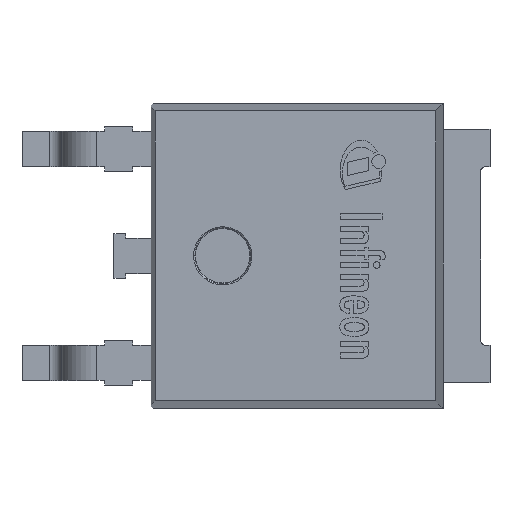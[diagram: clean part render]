
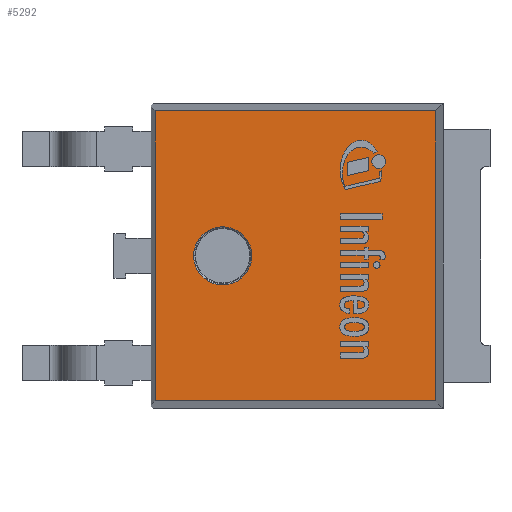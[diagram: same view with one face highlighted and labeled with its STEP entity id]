
A CAD part, top view. The second image highlights one B-rep face of the part: STEP entity #5292.
In plain terms, the highlighted planar face has unit normal (0, 0, 1).
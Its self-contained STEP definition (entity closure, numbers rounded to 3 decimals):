
#190=FACE_BOUND('',#702,.T.);
#397=FACE_OUTER_BOUND('',#701,.T.);
#701=EDGE_LOOP('',(#4448,#4449,#4450,#4451));
#702=EDGE_LOOP('',(#4452));
#1097=LINE('',#8693,#1611);
#1098=LINE('',#8695,#1612);
#1099=LINE('',#8697,#1613);
#1100=LINE('',#8698,#1614);
#1611=VECTOR('',#7144,1.);
#1612=VECTOR('',#7145,1.);
#1613=VECTOR('',#7146,1.);
#1614=VECTOR('',#7147,1.);
#2055=CIRCLE('',#5838,0.62);
#2441=VERTEX_POINT('',#8685);
#2443=VERTEX_POINT('',#8691);
#2444=VERTEX_POINT('',#8692);
#2445=VERTEX_POINT('',#8694);
#2446=VERTEX_POINT('',#8696);
#3136=EDGE_CURVE('',#2441,#2441,#2055,.T.);
#3138=EDGE_CURVE('',#2443,#2444,#1097,.T.);
#3139=EDGE_CURVE('',#2445,#2444,#1098,.T.);
#3140=EDGE_CURVE('',#2445,#2446,#1099,.T.);
#3141=EDGE_CURVE('',#2446,#2443,#1100,.T.);
#4448=ORIENTED_EDGE('',*,*,#3138,.T.);
#4449=ORIENTED_EDGE('',*,*,#3139,.F.);
#4450=ORIENTED_EDGE('',*,*,#3140,.T.);
#4451=ORIENTED_EDGE('',*,*,#3141,.T.);
#4452=ORIENTED_EDGE('',*,*,#3136,.F.);
#5009=PLANE('',#5841);
#5292=ADVANCED_FACE('',(#397,#190),#5009,.T.);
#5838=AXIS2_PLACEMENT_3D('',#8686,#7136,#7137);
#5841=AXIS2_PLACEMENT_3D('',#8690,#7142,#7143);
#7136=DIRECTION('center_axis',(0.,0.,1.));
#7137=DIRECTION('ref_axis',(0.,1.,0.));
#7142=DIRECTION('center_axis',(0.,0.,1.));
#7143=DIRECTION('ref_axis',(0.,-1.,0.));
#7144=DIRECTION('',(-1.,0.,0.));
#7145=DIRECTION('',(0.,1.,0.));
#7146=DIRECTION('',(1.,0.,0.));
#7147=DIRECTION('',(0.,1.,0.));
#8685=CARTESIAN_POINT('',(-0.71,-0.62,2.35));
#8686=CARTESIAN_POINT('Origin',(-0.71,0.,
2.35));
#8690=CARTESIAN_POINT('Origin',(3.83,-3.25,2.35));
#8691=CARTESIAN_POINT('',(3.83,3.09,2.35));
#8692=CARTESIAN_POINT('',(-2.149,3.09,2.35));
#8693=CARTESIAN_POINT('',(4.01,3.09,2.35));
#8694=CARTESIAN_POINT('',(-2.149,-3.09,2.35));
#8695=CARTESIAN_POINT('',(-2.149,-3.25,2.35));
#8696=CARTESIAN_POINT('',(3.83,-3.09,2.35));
#8697=CARTESIAN_POINT('',(4.01,-3.09,2.35));
#8698=CARTESIAN_POINT('',(3.83,-3.25,2.35));
